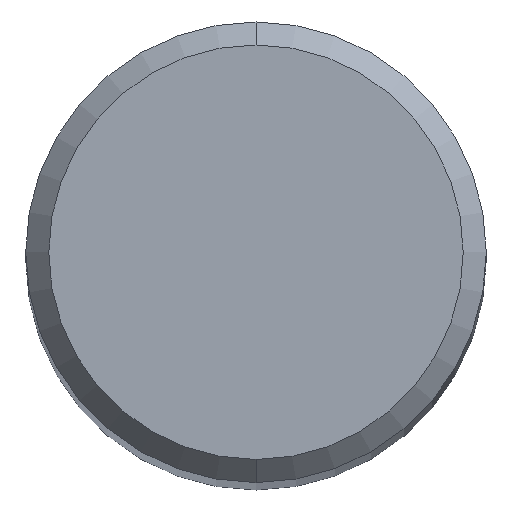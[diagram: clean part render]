
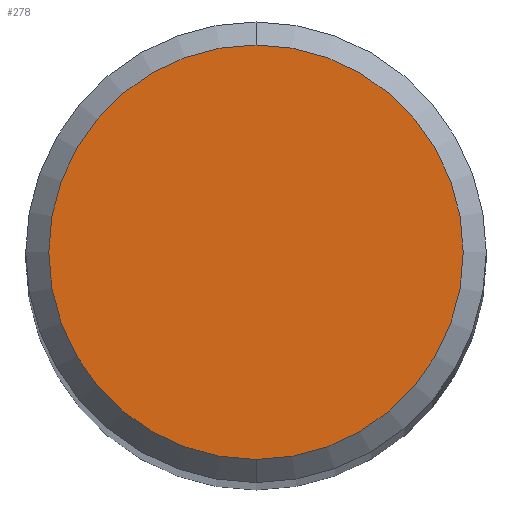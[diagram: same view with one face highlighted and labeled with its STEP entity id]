
A CAD part, top view. The second image highlights one B-rep face of the part: STEP entity #278.
In plain terms, the highlighted planar face has unit normal (0, 0, 1).
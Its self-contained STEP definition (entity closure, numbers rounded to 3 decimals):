
#194=EDGE_CURVE('',#412,#204,#484,.T.);
#204=VERTEX_POINT('',#494);
#236=EDGE_CURVE('',#204,#412,#531,.T.);
#278=ADVANCED_FACE('',(#577),#578,.T.);
#412=VERTEX_POINT('',#723);
#484=CIRCLE('',#798,3.6);
#494=CARTESIAN_POINT('',(0.,-3.6,0.0));
#531=CIRCLE('',#877,3.6);
#577=FACE_OUTER_BOUND('',#955,.T.);
#578=PLANE('',#956);
#723=CARTESIAN_POINT('',(0.0,3.6,0.0));
#798=AXIS2_PLACEMENT_3D('',#1428,#1429,#1430);
#877=AXIS2_PLACEMENT_3D('',#1473,#1474,#1475);
#955=EDGE_LOOP('',(#1514,#1515));
#956=AXIS2_PLACEMENT_3D('',#1516,#1517,#1518);
#1428=CARTESIAN_POINT('',(0.0,0.0,0.0));
#1429=DIRECTION('',(0.0,0.0,-1.0));
#1430=DIRECTION('',(0.0,1.0,0.0));
#1473=CARTESIAN_POINT('',(0.0,0.0,0.0));
#1474=DIRECTION('',(0.0,0.0,-1.0));
#1475=DIRECTION('',(0.0,1.0,0.0));
#1514=ORIENTED_EDGE('',*,*,#194,.F.);
#1515=ORIENTED_EDGE('',*,*,#236,.F.);
#1516=CARTESIAN_POINT('',(0.0,1.8,0.0));
#1517=DIRECTION('',(-0.0,0.0,1.0));
#1518=DIRECTION('',(0.0,-1.0,0.0));
